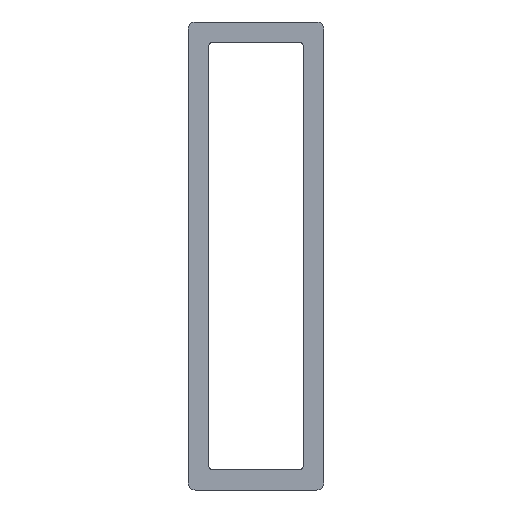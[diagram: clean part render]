
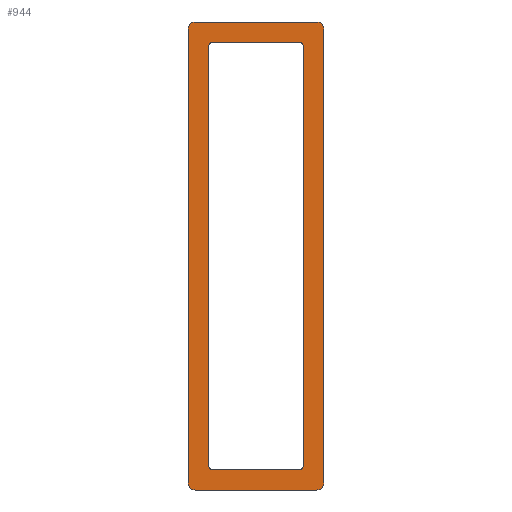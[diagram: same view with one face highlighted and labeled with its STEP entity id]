
A CAD part, front view. The second image highlights one B-rep face of the part: STEP entity #944.
In plain terms, the highlighted planar face has unit normal (0, -1, 0).
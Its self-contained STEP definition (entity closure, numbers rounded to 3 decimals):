
#17=FACE_BOUND('',#309,.T.);
#32=PLANE('',#1098);
#61=LINE('',#1563,#125);
#65=LINE('',#1572,#129);
#81=LINE('',#1659,#145);
#85=LINE('',#1668,#149);
#88=LINE('',#1676,#152);
#90=LINE('',#1683,#154);
#94=LINE('',#1695,#158);
#96=LINE('',#1701,#160);
#125=VECTOR('',#1249,10.);
#129=VECTOR('',#1259,10.);
#145=VECTOR('',#1373,10.);
#149=VECTOR('',#1383,10.);
#152=VECTOR('',#1392,10.);
#154=VECTOR('',#1400,10.);
#158=VECTOR('',#1416,10.);
#160=VECTOR('',#1424,10.);
#247=FACE_OUTER_BOUND('',#308,.T.);
#308=EDGE_LOOP('',(#854,#855,#856,#857,#858,#859,#860,#861));
#309=EDGE_LOOP('',(#862,#863,#864,#865,#866,#867,#868,#869));
#348=CIRCLE('',#1029,3.);
#349=CIRCLE('',#1032,3.);
#376=CIRCLE('',#1081,2.);
#377=CIRCLE('',#1084,2.);
#378=CIRCLE('',#1087,3.);
#379=CIRCLE('',#1090,3.);
#380=CIRCLE('',#1093,2.);
#381=CIRCLE('',#1096,2.);
#427=VERTEX_POINT('',#1560);
#428=VERTEX_POINT('',#1562);
#429=VERTEX_POINT('',#1566);
#430=VERTEX_POINT('',#1570);
#431=VERTEX_POINT('',#1574);
#451=VERTEX_POINT('',#1656);
#452=VERTEX_POINT('',#1658);
#453=VERTEX_POINT('',#1662);
#454=VERTEX_POINT('',#1666);
#455=VERTEX_POINT('',#1670);
#456=VERTEX_POINT('',#1674);
#457=VERTEX_POINT('',#1678);
#458=VERTEX_POINT('',#1682);
#459=VERTEX_POINT('',#1689);
#460=VERTEX_POINT('',#1691);
#461=VERTEX_POINT('',#1697);
#528=EDGE_CURVE('',#427,#428,#61,.T.);
#531=EDGE_CURVE('',#429,#427,#348,.T.);
#533=EDGE_CURVE('',#430,#429,#65,.T.);
#535=EDGE_CURVE('',#431,#430,#349,.T.);
#576=EDGE_CURVE('',#451,#452,#81,.T.);
#579=EDGE_CURVE('',#453,#451,#376,.T.);
#581=EDGE_CURVE('',#454,#453,#85,.T.);
#583=EDGE_CURVE('',#455,#454,#377,.T.);
#585=EDGE_CURVE('',#456,#431,#88,.T.);
#586=EDGE_CURVE('',#428,#457,#378,.T.);
#588=EDGE_CURVE('',#457,#458,#90,.T.);
#590=EDGE_CURVE('',#458,#456,#379,.T.);
#592=EDGE_CURVE('',#459,#460,#380,.T.);
#594=EDGE_CURVE('',#460,#455,#94,.T.);
#595=EDGE_CURVE('',#452,#461,#381,.T.);
#597=EDGE_CURVE('',#461,#459,#96,.T.);
#854=ORIENTED_EDGE('',*,*,#531,.F.);
#855=ORIENTED_EDGE('',*,*,#533,.F.);
#856=ORIENTED_EDGE('',*,*,#535,.F.);
#857=ORIENTED_EDGE('',*,*,#585,.F.);
#858=ORIENTED_EDGE('',*,*,#590,.F.);
#859=ORIENTED_EDGE('',*,*,#588,.F.);
#860=ORIENTED_EDGE('',*,*,#586,.F.);
#861=ORIENTED_EDGE('',*,*,#528,.F.);
#862=ORIENTED_EDGE('',*,*,#579,.F.);
#863=ORIENTED_EDGE('',*,*,#581,.F.);
#864=ORIENTED_EDGE('',*,*,#583,.F.);
#865=ORIENTED_EDGE('',*,*,#594,.F.);
#866=ORIENTED_EDGE('',*,*,#592,.F.);
#867=ORIENTED_EDGE('',*,*,#597,.F.);
#868=ORIENTED_EDGE('',*,*,#595,.F.);
#869=ORIENTED_EDGE('',*,*,#576,.F.);
#944=ADVANCED_FACE('',(#247,#17),#32,.F.);
#1029=AXIS2_PLACEMENT_3D('',#1568,#1254,#1255);
#1032=AXIS2_PLACEMENT_3D('',#1576,#1263,#1264);
#1081=AXIS2_PLACEMENT_3D('',#1664,#1378,#1379);
#1084=AXIS2_PLACEMENT_3D('',#1672,#1387,#1388);
#1087=AXIS2_PLACEMENT_3D('',#1679,#1395,#1396);
#1090=AXIS2_PLACEMENT_3D('',#1686,#1404,#1405);
#1093=AXIS2_PLACEMENT_3D('',#1692,#1411,#1412);
#1096=AXIS2_PLACEMENT_3D('',#1698,#1419,#1420);
#1098=AXIS2_PLACEMENT_3D('',#1702,#1425,#1426);
#1249=DIRECTION('',(0.,0.,1.));
#1254=DIRECTION('center_axis',(0.,1.,0.));
#1255=DIRECTION('ref_axis',(-0.707,0.,-0.707));
#1259=DIRECTION('',(-1.,0.,0.));
#1263=DIRECTION('center_axis',(0.,1.,0.));
#1264=DIRECTION('ref_axis',(0.707,0.,-0.707));
#1373=DIRECTION('',(0.,0.,-1.));
#1378=DIRECTION('center_axis',(0.,-1.,0.));
#1379=DIRECTION('ref_axis',(-0.707,0.,0.707));
#1383=DIRECTION('',(-1.,0.,0.));
#1387=DIRECTION('center_axis',(0.,-1.,0.));
#1388=DIRECTION('ref_axis',(0.707,0.,0.707));
#1392=DIRECTION('',(0.,0.,-1.));
#1395=DIRECTION('center_axis',(0.,1.,0.));
#1396=DIRECTION('ref_axis',(-0.707,0.,0.707));
#1400=DIRECTION('',(1.,0.,0.));
#1404=DIRECTION('center_axis',(0.,1.,0.));
#1405=DIRECTION('ref_axis',(0.707,0.,0.707));
#1411=DIRECTION('center_axis',(0.,-1.,0.));
#1412=DIRECTION('ref_axis',(0.707,0.,-0.707));
#1416=DIRECTION('',(0.,0.,1.));
#1419=DIRECTION('center_axis',(0.,-1.,0.));
#1420=DIRECTION('ref_axis',(-0.707,0.,-0.707));
#1424=DIRECTION('',(1.,0.,0.));
#1425=DIRECTION('center_axis',(0.,1.,0.));
#1426=DIRECTION('ref_axis',(0.,0.,1.));
#1560=CARTESIAN_POINT('',(-57.,0.,-194.));
#1562=CARTESIAN_POINT('',(-57.,0.,-3.));
#1563=CARTESIAN_POINT('',(-57.,0.,-197.));
#1566=CARTESIAN_POINT('',(-54.,0.,-197.));
#1568=CARTESIAN_POINT('Origin',(-54.,0.,-194.));
#1570=CARTESIAN_POINT('',(-3.,0.,-197.));
#1572=CARTESIAN_POINT('',(0.,0.,-197.));
#1574=CARTESIAN_POINT('',(0.,0.,-194.));
#1576=CARTESIAN_POINT('Origin',(-3.,0.,-194.));
#1656=CARTESIAN_POINT('',(-48.5,0.,-10.5));
#1658=CARTESIAN_POINT('',(-48.5,0.,-186.5));
#1659=CARTESIAN_POINT('',(-48.5,0.,-8.5));
#1662=CARTESIAN_POINT('',(-46.5,0.,-8.5));
#1664=CARTESIAN_POINT('Origin',(-46.5,0.,-10.5));
#1666=CARTESIAN_POINT('',(-10.5,0.,-8.5));
#1668=CARTESIAN_POINT('',(-8.5,0.,-8.5));
#1670=CARTESIAN_POINT('',(-8.5,0.,-10.5));
#1672=CARTESIAN_POINT('Origin',(-10.5,0.,-10.5));
#1674=CARTESIAN_POINT('',(0.,0.,-3.));
#1676=CARTESIAN_POINT('',(0.,0.,0.));
#1678=CARTESIAN_POINT('',(-54.,0.,0.));
#1679=CARTESIAN_POINT('Origin',(-54.,0.,-3.));
#1682=CARTESIAN_POINT('',(-3.,0.,0.));
#1683=CARTESIAN_POINT('',(-57.,0.,0.));
#1686=CARTESIAN_POINT('Origin',(-3.,0.,-3.));
#1689=CARTESIAN_POINT('',(-10.5,0.,-188.5));
#1691=CARTESIAN_POINT('',(-8.5,0.,-186.5));
#1692=CARTESIAN_POINT('Origin',(-10.5,0.,-186.5));
#1695=CARTESIAN_POINT('',(-8.5,0.,-188.5));
#1697=CARTESIAN_POINT('',(-46.5,0.,-188.5));
#1698=CARTESIAN_POINT('Origin',(-46.5,0.,-186.5));
#1701=CARTESIAN_POINT('',(-48.5,0.,-188.5));
#1702=CARTESIAN_POINT('Origin',(-28.5,0.,-98.5));
